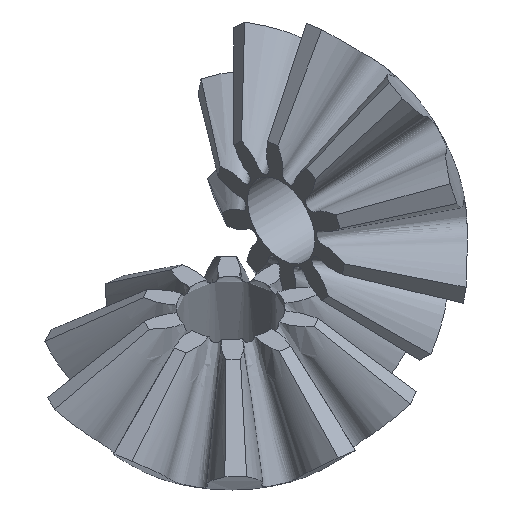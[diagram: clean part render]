
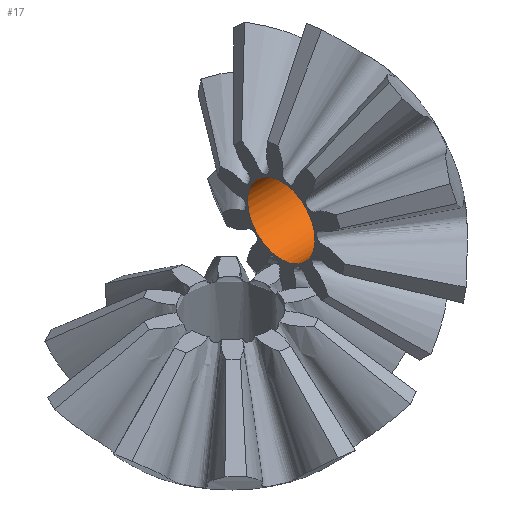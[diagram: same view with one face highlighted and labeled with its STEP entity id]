
A CAD part, isometric view. The second image highlights one B-rep face of the part: STEP entity #17.
In plain terms, the highlighted free-form (B-spline) face has degree [2, 1] with [9, 2] control points.
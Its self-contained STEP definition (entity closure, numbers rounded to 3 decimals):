
#17 = ADVANCED_FACE('',(#18),#66,.F.);
#18 = FACE_BOUND('',#19,.F.);
#19 = EDGE_LOOP('',(#20,#29,#39,#47,#48,#58));
#20 = ORIENTED_EDGE('',*,*,#21,.T.);
#21 = EDGE_CURVE('',#22,#24,#26,.T.);
#22 = VERTEX_POINT('',#23);
#23 = CARTESIAN_POINT('',(2.433,-1.428,-0.768
    ));
#24 = VERTEX_POINT('',#25);
#25 = CARTESIAN_POINT('',(6.734,-1.428,-0.768
    ));
#26 = B_SPLINE_CURVE_WITH_KNOTS('',1,(#27,#28),.UNSPECIFIED.,.F.,.F.,(2,
    2),(-2.321,2.321),.PIECEWISE_BEZIER_KNOTS.);
#27 = CARTESIAN_POINT('',(2.433,-1.428,-0.768
    ));
#28 = CARTESIAN_POINT('',(6.734,-1.428,-0.768
    ));
#29 = ORIENTED_EDGE('',*,*,#30,.T.);
#30 = EDGE_CURVE('',#24,#31,#33,.T.);
#31 = VERTEX_POINT('',#32);
#32 = CARTESIAN_POINT('',(6.734,1.428,0.768)
  );
#33 = ( BOUNDED_CURVE() B_SPLINE_CURVE(2,(#34,#35,#36,#37,#38),
.UNSPECIFIED.,.F.,.F.) B_SPLINE_CURVE_WITH_KNOTS((3,2,3),(3.142,
4.712,6.283),.PIECEWISE_BEZIER_KNOTS.) CURVE() 
GEOMETRIC_REPRESENTATION_ITEM() RATIONAL_B_SPLINE_CURVE((1.,
0.707,1.,0.707,1.)) REPRESENTATION_ITEM('') );
#34 = CARTESIAN_POINT('',(6.734,-1.428,-0.768
    ));
#35 = CARTESIAN_POINT('',(6.734,-2.196,0.66)
  );
#36 = CARTESIAN_POINT('',(6.734,-0.768,1.428)
  );
#37 = CARTESIAN_POINT('',(6.734,0.66,2.196)
  );
#38 = CARTESIAN_POINT('',(6.734,1.428,0.768)
  );
#39 = ORIENTED_EDGE('',*,*,#40,.T.);
#40 = EDGE_CURVE('',#31,#24,#41,.T.);
#41 = ( BOUNDED_CURVE() B_SPLINE_CURVE(2,(#42,#43,#44,#45,#46),
.UNSPECIFIED.,.F.,.F.) B_SPLINE_CURVE_WITH_KNOTS((3,2,3),(0.,
1.571,3.142),.PIECEWISE_BEZIER_KNOTS.) CURVE() 
GEOMETRIC_REPRESENTATION_ITEM() RATIONAL_B_SPLINE_CURVE((1.,
0.707,1.,0.707,1.)) REPRESENTATION_ITEM('') );
#42 = CARTESIAN_POINT('',(6.734,1.428,0.768)
  );
#43 = CARTESIAN_POINT('',(6.734,2.196,-0.66)
  );
#44 = CARTESIAN_POINT('',(6.734,0.768,-1.428)
  );
#45 = CARTESIAN_POINT('',(6.734,-0.66,-2.196
    ));
#46 = CARTESIAN_POINT('',(6.734,-1.428,-0.768
    ));
#47 = ORIENTED_EDGE('',*,*,#21,.F.);
#48 = ORIENTED_EDGE('',*,*,#49,.T.);
#49 = EDGE_CURVE('',#22,#50,#52,.T.);
#50 = VERTEX_POINT('',#51);
#51 = CARTESIAN_POINT('',(2.433,1.428,0.768)
  );
#52 = ( BOUNDED_CURVE() B_SPLINE_CURVE(2,(#53,#54,#55,#56,#57),
.UNSPECIFIED.,.F.,.F.) B_SPLINE_CURVE_WITH_KNOTS((3,2,3),(3.142,
4.712,6.283),.PIECEWISE_BEZIER_KNOTS.) CURVE() 
GEOMETRIC_REPRESENTATION_ITEM() RATIONAL_B_SPLINE_CURVE((1.,
0.707,1.,0.707,1.)) REPRESENTATION_ITEM('') );
#53 = CARTESIAN_POINT('',(2.433,-1.428,-0.768
    ));
#54 = CARTESIAN_POINT('',(2.433,-0.66,-2.196
    ));
#55 = CARTESIAN_POINT('',(2.433,0.768,-1.428)
  );
#56 = CARTESIAN_POINT('',(2.433,2.196,-0.66)
  );
#57 = CARTESIAN_POINT('',(2.433,1.428,0.768)
  );
#58 = ORIENTED_EDGE('',*,*,#59,.T.);
#59 = EDGE_CURVE('',#50,#22,#60,.T.);
#60 = ( BOUNDED_CURVE() B_SPLINE_CURVE(2,(#61,#62,#63,#64,#65),
.UNSPECIFIED.,.F.,.F.) B_SPLINE_CURVE_WITH_KNOTS((3,2,3),(0.,
1.571,3.142),.PIECEWISE_BEZIER_KNOTS.) CURVE() 
GEOMETRIC_REPRESENTATION_ITEM() RATIONAL_B_SPLINE_CURVE((1.,
0.707,1.,0.707,1.)) REPRESENTATION_ITEM('') );
#61 = CARTESIAN_POINT('',(2.433,1.428,0.768)
  );
#62 = CARTESIAN_POINT('',(2.433,0.66,2.196)
  );
#63 = CARTESIAN_POINT('',(2.433,-0.768,1.428)
  );
#64 = CARTESIAN_POINT('',(2.433,-2.196,0.66)
  );
#65 = CARTESIAN_POINT('',(2.433,-1.428,-0.768
    ));
#66 = ( BOUNDED_SURFACE() B_SPLINE_SURFACE(2,1,(
    (#67,#68)
    ,(#69,#70)
    ,(#71,#72)
    ,(#73,#74)
    ,(#75,#76)
    ,(#77,#78)
    ,(#79,#80)
    ,(#81,#82)
,(#83,#84
    )),.UNSPECIFIED.,.T.,.F.,.F.) B_SPLINE_SURFACE_WITH_KNOTS((3,2,2,2,3
    ),(2,2),(-3.142,-2.094,0.,2.094,
    3.142),(-2.321,2.321),.UNSPECIFIED.) 
GEOMETRIC_REPRESENTATION_ITEM() RATIONAL_B_SPLINE_SURFACE((
    (0.75,0.75)
    ,(0.75,0.75)
    ,(1.,1.)
    ,(0.5,0.5)
    ,(1.,1.)
    ,(0.5,0.5)
    ,(1.,1.)
    ,(0.75,0.75)
,(0.75,0.75))) REPRESENTATION_ITEM('') SURFACE() );
#67 = CARTESIAN_POINT('',(2.433,-1.428,-0.768
    ));
#68 = CARTESIAN_POINT('',(6.734,-1.428,-0.768
    ));
#69 = CARTESIAN_POINT('',(2.433,-0.985,-1.592
    ));
#70 = CARTESIAN_POINT('',(6.734,-0.985,-1.592
    ));
#71 = CARTESIAN_POINT('',(2.433,-0.049,
    -1.621));
#72 = CARTESIAN_POINT('',(6.734,-0.049,
    -1.621));
#73 = CARTESIAN_POINT('',(2.433,2.758,-1.706)
  );
#74 = CARTESIAN_POINT('',(6.734,2.758,-1.706)
  );
#75 = CARTESIAN_POINT('',(2.433,1.428,0.768)
  );
#76 = CARTESIAN_POINT('',(6.734,1.428,0.768)
  );
#77 = CARTESIAN_POINT('',(2.433,0.098,
    3.241));
#78 = CARTESIAN_POINT('',(6.734,0.098,
    3.241));
#79 = CARTESIAN_POINT('',(2.433,-1.379,0.853)
  );
#80 = CARTESIAN_POINT('',(6.734,-1.379,0.853)
  );
#81 = CARTESIAN_POINT('',(2.433,-1.871,
    0.057));
#82 = CARTESIAN_POINT('',(6.734,-1.871,
    0.057));
#83 = CARTESIAN_POINT('',(2.433,-1.428,-0.768
    ));
#84 = CARTESIAN_POINT('',(6.734,-1.428,-0.768
    ));
